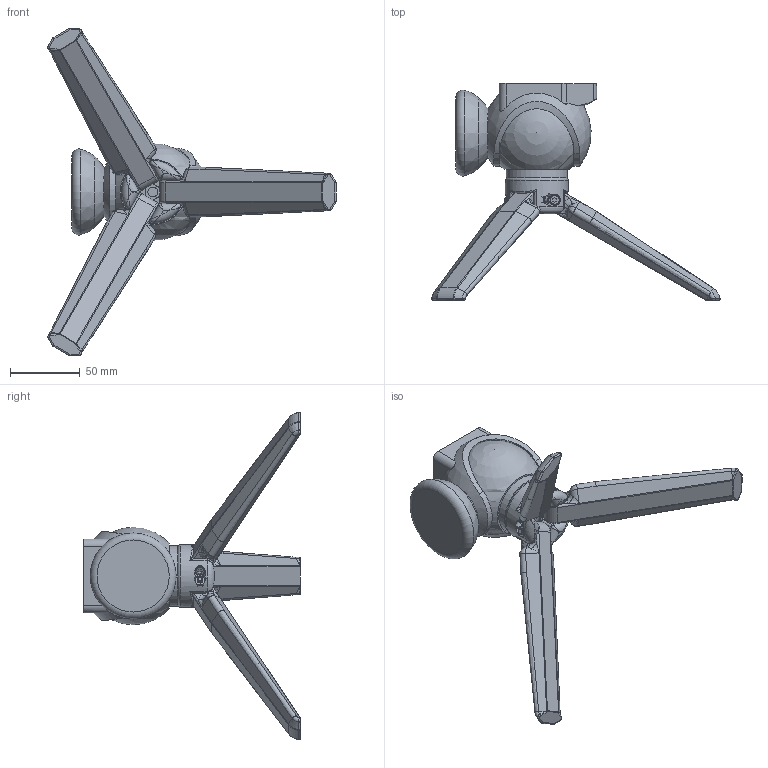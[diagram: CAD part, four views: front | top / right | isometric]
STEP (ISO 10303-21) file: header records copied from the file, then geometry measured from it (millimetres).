
FILE_DESCRIPTION(/* description */ (''),/* implementation_level */ '2;1');
FILE_NAME(/* name */ '3Dprinted_Tripod v6.step',/* time_stamp */ '2021-05-06T18:42:20+09:00',/* author */ (''),/* organization */ (''),/* preprocessor_version */ 'ST-DEVELOPER v18.1',/* originating_system */ 'Autodesk Translation Framework v10.6.0.1341',/* authorisation */ '');
FILE_SCHEMA (('AUTOMOTIVE_DESIGN { 1 0 10303 214 3 1 1 }'));
Length unit declared in the file: millimetre
Products named in the file (6): 3Dprinted_Tripod; FHD-53D; TRIPOD_BODY; TRIPOD_LEG; CB4-5; M4_NUT
Assembly tree (11 placements, depth 2):
  3Dprinted_Tripod
    FHD-53D
    TRIPOD_BODY
    TRIPOD_LEG  x3
    CB4-5  x3
    M4_NUT  x3
Bounding box: 206.78 x 155.43 x 234.71 mm (x, y, z)
Volume: 436884.3 mm3; surface area: 91175 mm2
Topology: 14 solids, 14 shells, 431 faces, 1001 edges, 581 vertices
Faces by surface type: plane 156, cylinder 108, bspline 105, cone 36, torus 23, sphere 3
Full cylindrical faces by diameter (mm): 4 x6, 5 x9, 7 x4, 8 x3, 43.9 x1, 45 x1
Entity records: 9642 total; most frequent: CARTESIAN_POINT 4022, DIRECTION 1130, ORIENTED_EDGE 1128, EDGE_CURVE 564, AXIS2_PLACEMENT_3D 451, VERTEX_POINT 345, EDGE_LOOP 271, FACE_OUTER_BOUND 243
